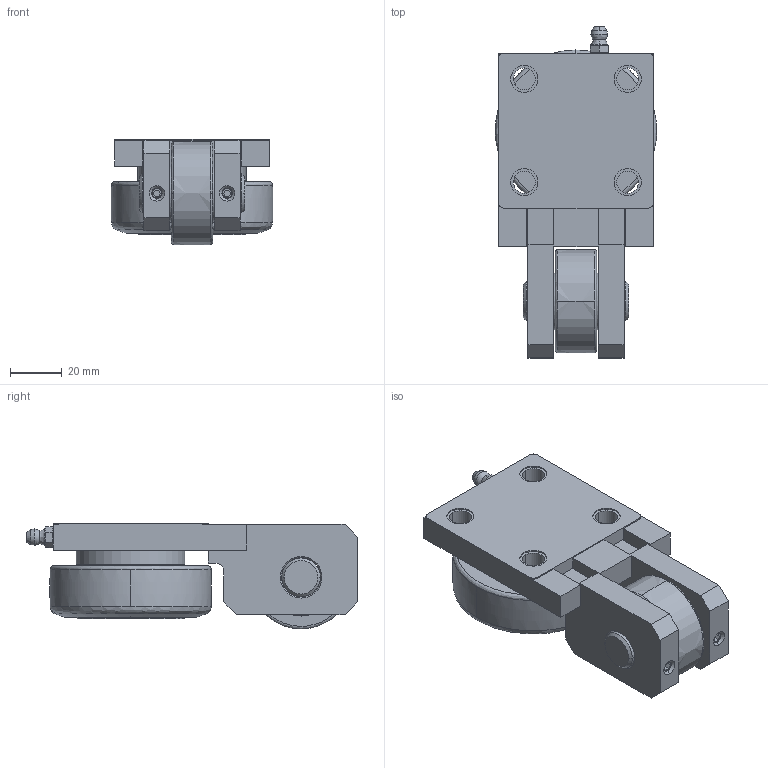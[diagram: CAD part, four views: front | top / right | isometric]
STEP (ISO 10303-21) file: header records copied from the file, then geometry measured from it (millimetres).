
FILE_DESCRIPTION(('STEP AP214'),'1');
FILE_NAME('3_054.stp','2021-05-27T03:01:22',('TraceParts'),('TraceParts S.A.'),'Spatial InterOp 3D',' ',' ');
FILE_SCHEMA(('AUTOMOTIVE_DESIGN { 1 0 10303 214 1 1 1 1 }'));
Length unit declared in the file: millimetre
Products named in the file (1): 3_054_1
Bounding box: 62.49 x 128.5 x 41 mm (x, y, z)
Volume: 161180.1 mm3; surface area: 44944.2 mm2
Topology: 4 solids, 5 shells, 242 faces, 579 edges, 368 vertices
Faces by surface type: plane 102, cylinder 68, cone 56, bspline 14, torus 2
Entity records: 9425 total; most frequent: CARTESIAN_POINT 1724, DIRECTION 1236, ORIENTED_EDGE 1142, EDGE_CURVE 571, AXIS2_PLACEMENT_3D 466, VERTEX_POINT 368, LINE 304, VECTOR 304
